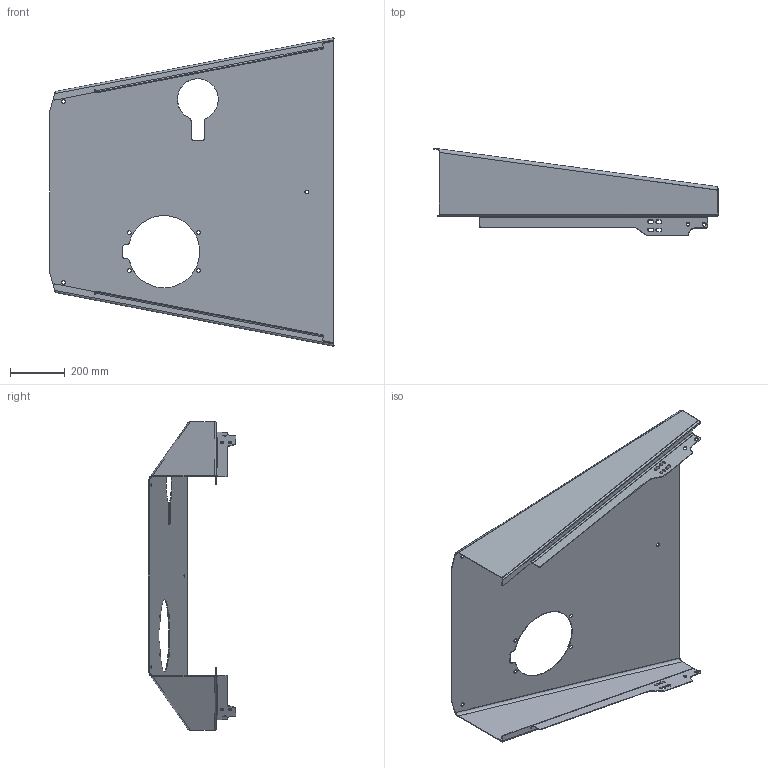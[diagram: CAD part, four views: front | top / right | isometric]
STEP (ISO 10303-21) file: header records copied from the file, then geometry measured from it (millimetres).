
FILE_DESCRIPTION(('produced by SPATIAL CORP'),'2;1');
FILE_NAME( 'part_2.prt.hh.sat.stp','2002-04-19T13:19:31+00:00',('SPATIAL CORP'),('SPATIAL CORP'), 'ACIS STEP Husk','http://www.spatial.com','SPATIAL CORP');
FILE_SCHEMA(('CONFIG_CONTROL_DESIGN'));
Length unit declared in the file: millimetre
Products named in the file (1): PRODUCT_ID_1
Bounding box: 1033.81 x 317.5 x 1122 mm (x, y, z)
Volume: 3388306.2 mm3; surface area: 2729036.7 mm2
Topology: 1 solids, 1 shells, 178 faces, 480 edges, 304 vertices
Faces by surface type: cylinder 96, plane 74, bspline 8
Entity records: 6023 total; most frequent: CARTESIAN_POINT 1572, ORIENTED_EDGE 960, DIRECTION 860, EDGE_CURVE 480, VERTEX_POINT 304, AXIS2_PLACEMENT_3D 292, VECTOR 276, LINE 276
